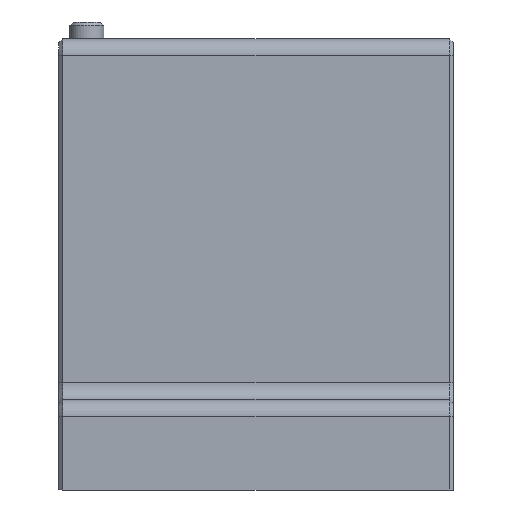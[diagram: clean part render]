
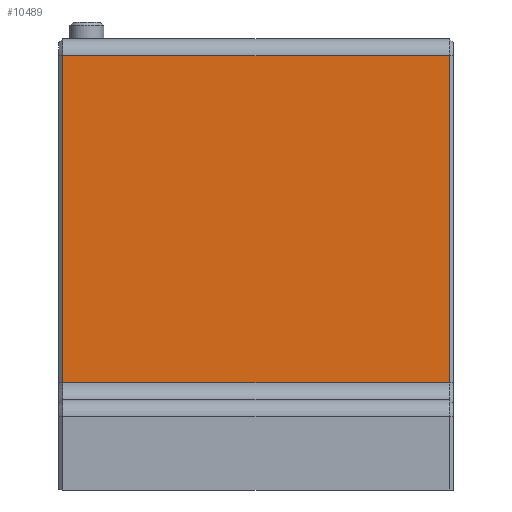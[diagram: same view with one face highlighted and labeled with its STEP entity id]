
A CAD part, front view. The second image highlights one B-rep face of the part: STEP entity #10489.
In plain terms, the highlighted planar face has unit normal (0, -1, 0).
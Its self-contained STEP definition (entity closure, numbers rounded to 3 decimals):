
#10032=CARTESIAN_POINT('',(-34.3,-40.0,19.));
#10033=VERTEX_POINT('',#10032);
#10065=CARTESIAN_POINT('',(-34.3,-40.,77.));
#10066=VERTEX_POINT('',#10065);
#10082=CARTESIAN_POINT('',(-34.3,-40.,19.));
#10083=DIRECTION('',(0.0,0.0,1.0));
#10084=VECTOR('',#10083,58.);
#10085=LINE('',#10082,#10084);
#10086=EDGE_CURVE('',#10033,#10066,#10085,.T.);
#10447=CARTESIAN_POINT('',(34.3,-40.,77.));
#10448=VERTEX_POINT('',#10447);
#10449=CARTESIAN_POINT('',(34.3,-40.,77.));
#10450=DIRECTION('',(-1.0,0.0,0.0));
#10451=VECTOR('',#10450,68.6);
#10452=LINE('',#10449,#10451);
#10453=EDGE_CURVE('',#10448,#10066,#10452,.T.);
#10466=CARTESIAN_POINT('',(0.0,-40.,80.));
#10467=DIRECTION('',(0.0,1.0,0.0));
#10468=DIRECTION('',(0.0,0.0,1.0));
#10469=AXIS2_PLACEMENT_3D('',#10466,#10467,#10468);
#10470=PLANE('',#10469);
#10471=ORIENTED_EDGE('',*,*,#10086,.F.);
#10472=CARTESIAN_POINT('',(34.3,-40.0,19.));
#10473=VERTEX_POINT('',#10472);
#10474=CARTESIAN_POINT('',(-34.3,-40.0,19.));
#10475=DIRECTION('',(1.0,0.0,0.0));
#10476=VECTOR('',#10475,68.6);
#10477=LINE('',#10474,#10476);
#10478=EDGE_CURVE('',#10033,#10473,#10477,.T.);
#10479=ORIENTED_EDGE('',*,*,#10478,.T.);
#10480=CARTESIAN_POINT('',(34.3,-40.,77.));
#10481=DIRECTION('',(0.0,0.0,-1.0));
#10482=VECTOR('',#10481,58.);
#10483=LINE('',#10480,#10482);
#10484=EDGE_CURVE('',#10448,#10473,#10483,.T.);
#10485=ORIENTED_EDGE('',*,*,#10484,.F.);
#10486=ORIENTED_EDGE('',*,*,#10453,.T.);
#10487=EDGE_LOOP('',(#10471,#10479,#10485,#10486));
#10488=FACE_OUTER_BOUND('',#10487,.T.);
#10489=ADVANCED_FACE('',(#10488),#10470,.F.);
